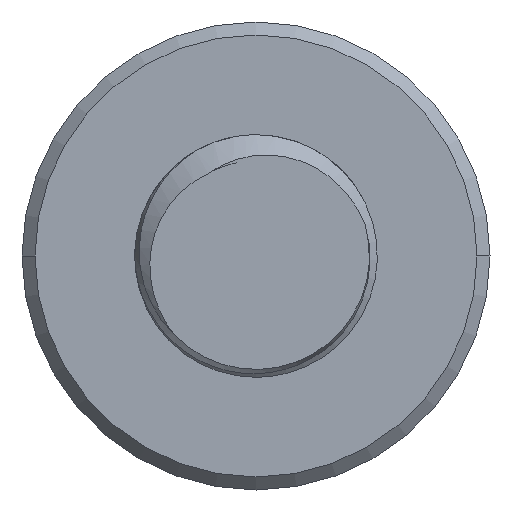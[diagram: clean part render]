
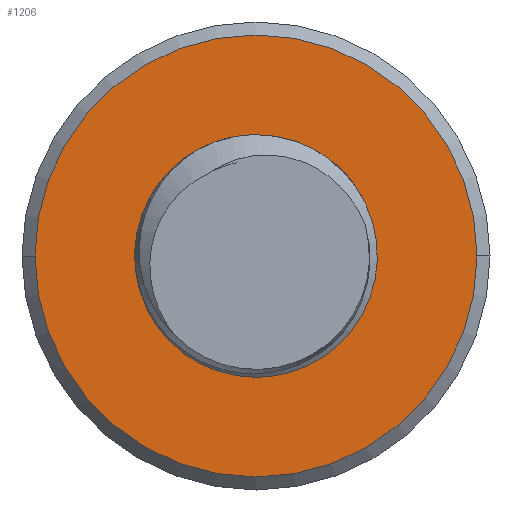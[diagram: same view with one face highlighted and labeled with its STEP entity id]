
A CAD part, front view. The second image highlights one B-rep face of the part: STEP entity #1206.
In plain terms, the highlighted planar face has unit normal (0, -1, 0).
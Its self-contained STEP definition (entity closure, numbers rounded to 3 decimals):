
#95 = CARTESIAN_POINT ( 'NONE',  ( 2.2, 0., -0.953 ) ) ;
#96 = CARTESIAN_POINT ( 'NONE',  ( 3.962, 0., 0.7 ) ) ;
#147 = CARTESIAN_POINT ( 'NONE',  ( 5.3, 0., 0. ) ) ;
#179 = CARTESIAN_POINT ( 'NONE',  ( 0.2, 0., 0. ) ) ;
#180 = CARTESIAN_POINT ( 'NONE',  ( 2.75, 0., 1.4 ) ) ;
#258 = EDGE_CURVE ( 'NONE', #1538, #1600, #1322, .T. ) ;
#291 = DIRECTION ( 'NONE',  ( -1., 0., 0. ) ) ;
#295 = DIRECTION ( 'NONE',  ( 0., 1., 0. ) ) ;
#304 = CARTESIAN_POINT ( 'NONE',  ( 0., 0., 0. ) ) ;
#422 = EDGE_CURVE ( 'NONE', #1600, #1538, #1218, .T. ) ;
#430 = EDGE_CURVE ( 'NONE', #1694, #1531, #1211, .T. ) ;
#434 = EDGE_CURVE ( 'NONE', #1699, #1694, #1879, .T. ) ;
#444 = EDGE_CURVE ( 'NONE', #1531, #1699, #1378, .T. ) ;
#561 = AXIS2_PLACEMENT_3D ( 'NONE', #1508, #1511, #1500 ) ;
#571 = AXIS2_PLACEMENT_3D ( 'NONE', #1558, #1555, #1550 ) ;
#723 = PLANE ( 'NONE',  #1940 ) ;
#945 = CARTESIAN_POINT ( 'NONE',  ( 2.75, 0., 0. ) ) ;
#1040 = FACE_OUTER_BOUND ( 'NONE', #1837, .T. ) ;
#1043 = FACE_BOUND ( 'NONE', #2155, .T. ) ;
#1147 = AXIS2_PLACEMENT_3D ( 'NONE', #945, #1689, #1688 ) ;
#1206 = ADVANCED_FACE ( 'NONE', ( #1043, #1040 ), #723, .F. ) ;
#1211 = CIRCLE ( 'NONE', #561, 1.4 ) ;
#1218 = CIRCLE ( 'NONE', #571, 2.55 ) ;
#1312 = CARTESIAN_POINT ( 'NONE',  ( 1.687, 0., -0.506 ) ) ;
#1322 = CIRCLE ( 'NONE', #1147, 2.55 ) ;
#1336 = CARTESIAN_POINT ( 'NONE',  ( 2.2, 0., -0.953 ) ) ;
#1337 = CARTESIAN_POINT ( 'NONE',  ( 3.495, 0., -0.992 ) ) ;
#1339 = CARTESIAN_POINT ( 'NONE',  ( 2.074, 0., -0.895 ) ) ;
#1340 = CARTESIAN_POINT ( 'NONE',  ( 1.959, 0., -0.815 ) ) ;
#1344 = CARTESIAN_POINT ( 'NONE',  ( 1.767, 0., -0.621 ) ) ;
#1355 = CARTESIAN_POINT ( 'NONE',  ( 1.574, 0., -0.258 ) ) ;
#1378 = B_SPLINE_CURVE_WITH_KNOTS ( 'NONE', 3,
 ( #1408, #1523, #1402, #1399, #1397, #1394, #1390, #1387, #1383, #1382, #1355, #1312, #1344, #1340, #1339, #1336 ),
 .UNSPECIFIED., .F., .F.,
 ( 4, 2, 2, 2, 2, 2, 2, 4 ),
 ( 0., 0., 0.001, 0.002, 0.002, 0.002, 0.003, 0.003 ),
 .UNSPECIFIED. ) ;
#1382 = CARTESIAN_POINT ( 'NONE',  ( 1.539, 0., -0.122 ) ) ;
#1383 = CARTESIAN_POINT ( 'NONE',  ( 1.519, 0., 0.15 ) ) ;
#1387 = CARTESIAN_POINT ( 'NONE',  ( 1.531, 0., 0.289 ) ) ;
#1390 = CARTESIAN_POINT ( 'NONE',  ( 1.631, 0., 0.685 ) ) ;
#1394 = CARTESIAN_POINT ( 'NONE',  ( 1.786, 0., 0.928 ) ) ;
#1397 = CARTESIAN_POINT ( 'NONE',  ( 2.106, 0., 1.186 ) ) ;
#1399 = CARTESIAN_POINT ( 'NONE',  ( 2.224, 0., 1.255 ) ) ;
#1402 = CARTESIAN_POINT ( 'NONE',  ( 2.48, 0., 1.357 ) ) ;
#1408 = CARTESIAN_POINT ( 'NONE',  ( 2.75, 0., 1.4 ) ) ;
#1415 = CARTESIAN_POINT ( 'NONE',  ( 3.962, 0., 0.7 ) ) ;
#1418 = CARTESIAN_POINT ( 'NONE',  ( 4.021, 0., 0.575 ) ) ;
#1421 = CARTESIAN_POINT ( 'NONE',  ( 4.06, 0., 0.444 ) ) ;
#1426 = CARTESIAN_POINT ( 'NONE',  ( 4.099, 0., 0.172 ) ) ;
#1428 = CARTESIAN_POINT ( 'NONE',  ( 4.1, 0., 0.035 ) ) ;
#1430 = CARTESIAN_POINT ( 'NONE',  ( 4.035, 0., -0.372 ) ) ;
#1434 = CARTESIAN_POINT ( 'NONE',  ( 3.903, 0., -0.626 ) ) ;
#1441 = CARTESIAN_POINT ( 'NONE',  ( 3.608, 0., -0.913 ) ) ;
#1442 = CARTESIAN_POINT ( 'NONE',  ( 2.437, 0., -1.091 ) ) ;
#1448 = CARTESIAN_POINT ( 'NONE',  ( 3.247, 0., -1.111 ) ) ;
#1467 = CARTESIAN_POINT ( 'NONE',  ( 3.114, 0., -1.148 ) ) ;
#1469 = CARTESIAN_POINT ( 'NONE',  ( 2.84, 0., -1.174 ) ) ;
#1472 = CARTESIAN_POINT ( 'NONE',  ( 2.703, 0., -1.162 ) ) ;
#1473 = CARTESIAN_POINT ( 'NONE',  ( 2.2, 0., -0.953 ) ) ;
#1500 = DIRECTION ( 'NONE',  ( 0., 0., 1. ) ) ;
#1508 = CARTESIAN_POINT ( 'NONE',  ( 2.75, 0., 0. ) ) ;
#1511 = DIRECTION ( 'NONE',  ( 0., -1., 0. ) ) ;
#1523 = CARTESIAN_POINT ( 'NONE',  ( 2.613, 0., 1.388 ) ) ;
#1531 = VERTEX_POINT ( 'NONE', #180 ) ;
#1538 = VERTEX_POINT ( 'NONE', #179 ) ;
#1550 = DIRECTION ( 'NONE',  ( -1., 0., 0. ) ) ;
#1555 = DIRECTION ( 'NONE',  ( 0., 1., 0. ) ) ;
#1558 = CARTESIAN_POINT ( 'NONE',  ( 2.75, 0., 0. ) ) ;
#1600 = VERTEX_POINT ( 'NONE', #147 ) ;
#1626 = CARTESIAN_POINT ( 'NONE',  ( 2.313, 0., -1.033 ) ) ;
#1688 = DIRECTION ( 'NONE',  ( -1., 0., 0. ) ) ;
#1689 = DIRECTION ( 'NONE',  ( 0., 1., 0. ) ) ;
#1694 = VERTEX_POINT ( 'NONE', #96 ) ;
#1699 = VERTEX_POINT ( 'NONE', #95 ) ;
#1837 = EDGE_LOOP ( 'NONE', ( #1970, #1978 ) ) ;
#1879 = B_SPLINE_CURVE_WITH_KNOTS ( 'NONE', 3,
 ( #1473, #1626, #1442, #1472, #1469, #1467, #1448, #1337, #1441, #1434, #1430, #1428, #1426, #1421, #1418, #1415 ),
 .UNSPECIFIED., .F., .F.,
 ( 4, 2, 2, 2, 2, 2, 2, 4 ),
 ( 0., 0., 0.001, 0.001, 0.002, 0.002, 0.003, 0.003 ),
 .UNSPECIFIED. ) ;
#1940 = AXIS2_PLACEMENT_3D ( 'NONE', #304, #295, #291 ) ;
#1965 = ORIENTED_EDGE ( 'NONE', *, *, #430, .F. ) ;
#1967 = ORIENTED_EDGE ( 'NONE', *, *, #434, .F. ) ;
#1968 = ORIENTED_EDGE ( 'NONE', *, *, #444, .F. ) ;
#1970 = ORIENTED_EDGE ( 'NONE', *, *, #258, .F. ) ;
#1978 = ORIENTED_EDGE ( 'NONE', *, *, #422, .F. ) ;
#2155 = EDGE_LOOP ( 'NONE', ( #1965, #1967, #1968 ) ) ;
